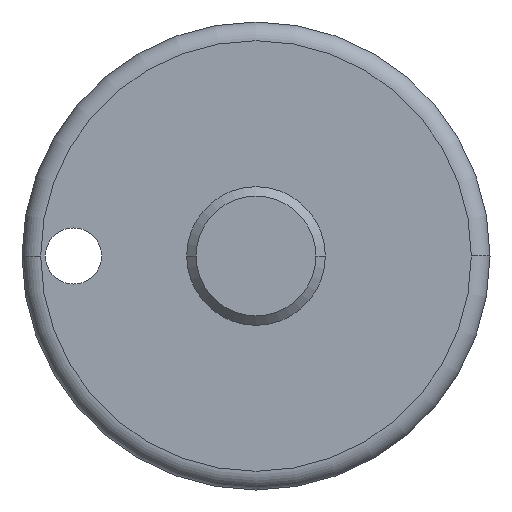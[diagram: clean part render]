
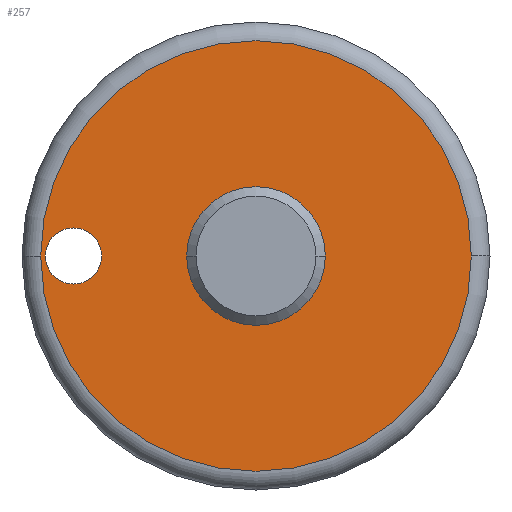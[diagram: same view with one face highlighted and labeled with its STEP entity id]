
A CAD part, left-side view. The second image highlights one B-rep face of the part: STEP entity #257.
In plain terms, the highlighted planar face has unit normal (-1, 0, 0).
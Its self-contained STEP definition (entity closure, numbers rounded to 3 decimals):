
#20 = CARTESIAN_POINT ( 'NONE',  ( -113.681, 10.471, 0. ) ) ;
#25 = DIRECTION ( 'NONE',  ( 1., 0., 0. ) ) ;
#92 = DIRECTION ( 'NONE',  ( 1., 0., 0. ) ) ;
#116 = ORIENTED_EDGE ( 'NONE', *, *, #948, .F. ) ;
#123 = ORIENTED_EDGE ( 'NONE', *, *, #676, .F. ) ;
#129 = ORIENTED_EDGE ( 'NONE', *, *, #593, .T. ) ;
#147 = EDGE_LOOP ( 'NONE', ( #129, #1000 ) ) ;
#148 = AXIS2_PLACEMENT_3D ( 'NONE', #583, #842, #727 ) ;
#194 = AXIS2_PLACEMENT_3D ( 'NONE', #804, #941, #447 ) ;
#199 = CARTESIAN_POINT ( 'NONE',  ( -113.681, 0.721, 0. ) ) ;
#203 = CARTESIAN_POINT ( 'NONE',  ( -113.681, 0.721, 0. ) ) ;
#225 = VERTEX_POINT ( 'NONE', #1080 ) ;
#255 = DIRECTION ( 'NONE',  ( -1., 0., 0. ) ) ;
#257 = ADVANCED_FACE ( 'NONE', ( #698, #331, #700 ), #522, .F. ) ;
#266 = DIRECTION ( 'NONE',  ( 0., 1., 0. ) ) ;
#271 = AXIS2_PLACEMENT_3D ( 'NONE', #199, #353, #266 ) ;
#304 = CARTESIAN_POINT ( 'NONE',  ( -113.681, 8.971, 0. ) ) ;
#323 = DIRECTION ( 'NONE',  ( 0., 1., 0. ) ) ;
#331 = FACE_OUTER_BOUND ( 'NONE', #147, .T. ) ;
#348 = DIRECTION ( 'NONE',  ( 0., 1., 0. ) ) ;
#353 = DIRECTION ( 'NONE',  ( -1., 0., 0. ) ) ;
#379 = AXIS2_PLACEMENT_3D ( 'NONE', #577, #514, #920 ) ;
#393 = EDGE_CURVE ( 'NONE', #683, #854, #407, .T. ) ;
#398 = CIRCLE ( 'NONE', #194, 1.5 ) ;
#402 = AXIS2_PLACEMENT_3D ( 'NONE', #582, #92, #323 ) ;
#407 = CIRCLE ( 'NONE', #419, 1.5 ) ;
#418 = CIRCLE ( 'NONE', #379, 11.5 ) ;
#419 = AXIS2_PLACEMENT_3D ( 'NONE', #20, #25, #348 ) ;
#425 = CIRCLE ( 'NONE', #148, 3.7 ) ;
#447 = DIRECTION ( 'NONE',  ( 0., 1., 0. ) ) ;
#451 = EDGE_CURVE ( 'NONE', #854, #683, #398, .T. ) ;
#514 = DIRECTION ( 'NONE',  ( -1., 0., 0. ) ) ;
#516 = VERTEX_POINT ( 'NONE', #949 ) ;
#522 = PLANE ( 'NONE',  #402 ) ;
#526 = ORIENTED_EDGE ( 'NONE', *, *, #451, .T. ) ;
#577 = CARTESIAN_POINT ( 'NONE',  ( -113.681, 0.721, 0. ) ) ;
#582 = CARTESIAN_POINT ( 'NONE',  ( -113.681, 13.221, 0. ) ) ;
#583 = CARTESIAN_POINT ( 'NONE',  ( -113.681, 0.721, 0. ) ) ;
#591 = DIRECTION ( 'NONE',  ( 0., -1., 0. ) ) ;
#593 = EDGE_CURVE ( 'NONE', #1038, #225, #806, .T. ) ;
#672 = EDGE_CURVE ( 'NONE', #225, #1038, #418, .T. ) ;
#676 = EDGE_CURVE ( 'NONE', #869, #516, #425, .T. ) ;
#683 = VERTEX_POINT ( 'NONE', #304 ) ;
#698 = FACE_BOUND ( 'NONE', #860, .T. ) ;
#700 = FACE_BOUND ( 'NONE', #837, .T. ) ;
#727 = DIRECTION ( 'NONE',  ( 0., -1., 0. ) ) ;
#756 = CARTESIAN_POINT ( 'NONE',  ( -113.681, 11.971, 0. ) ) ;
#768 = CARTESIAN_POINT ( 'NONE',  ( -113.681, 4.421, 0. ) ) ;
#804 = CARTESIAN_POINT ( 'NONE',  ( -113.681, 10.471, 0. ) ) ;
#806 = CIRCLE ( 'NONE', #271, 11.5 ) ;
#830 = CIRCLE ( 'NONE', #862, 3.7 ) ;
#837 = EDGE_LOOP ( 'NONE', ( #116, #123 ) ) ;
#842 = DIRECTION ( 'NONE',  ( -1., 0., 0. ) ) ;
#844 = ORIENTED_EDGE ( 'NONE', *, *, #393, .T. ) ;
#854 = VERTEX_POINT ( 'NONE', #756 ) ;
#860 = EDGE_LOOP ( 'NONE', ( #526, #844 ) ) ;
#862 = AXIS2_PLACEMENT_3D ( 'NONE', #203, #255, #591 ) ;
#869 = VERTEX_POINT ( 'NONE', #768 ) ;
#920 = DIRECTION ( 'NONE',  ( 0., 1., 0. ) ) ;
#941 = DIRECTION ( 'NONE',  ( 1., 0., 0. ) ) ;
#948 = EDGE_CURVE ( 'NONE', #516, #869, #830, .T. ) ;
#949 = CARTESIAN_POINT ( 'NONE',  ( -113.681, -2.979, 0. ) ) ;
#1000 = ORIENTED_EDGE ( 'NONE', *, *, #672, .T. ) ;
#1036 = CARTESIAN_POINT ( 'NONE',  ( -113.681, 12.221, 0. ) ) ;
#1038 = VERTEX_POINT ( 'NONE', #1036 ) ;
#1080 = CARTESIAN_POINT ( 'NONE',  ( -113.681, -10.779, 0. ) ) ;
